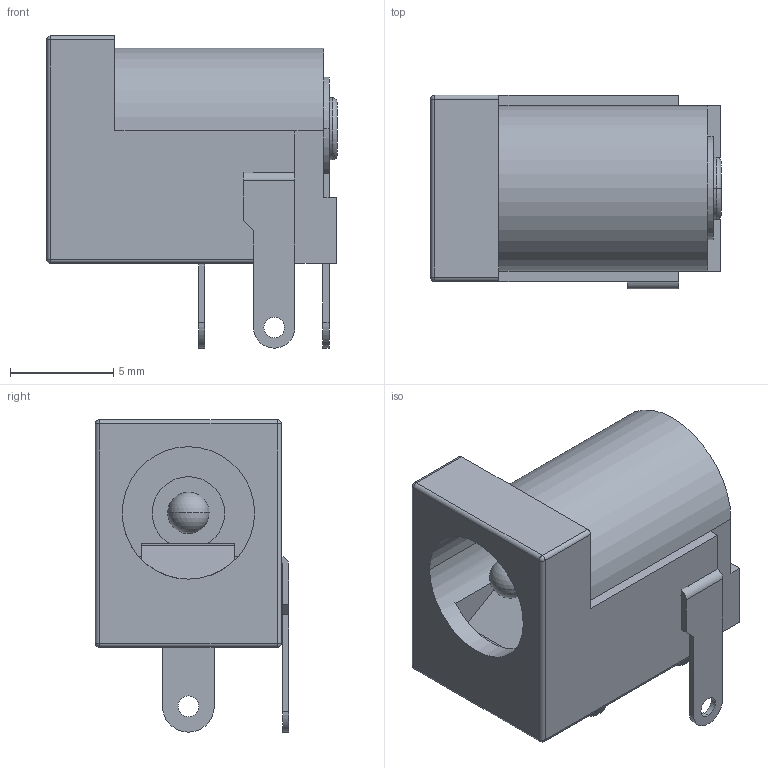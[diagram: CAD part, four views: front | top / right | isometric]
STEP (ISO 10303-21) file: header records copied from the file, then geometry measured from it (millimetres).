
FILE_DESCRIPTION (( 'STEP AP214' ), '1' );
FILE_NAME ('DC-IN-TH_DC-005-A200.STEP', '2024-09-05T01:53:36', ( '' ), ( '' ), 'SwSTEP 2.0', 'SolidWorks 2021', '' );
FILE_SCHEMA (( 'AUTOMOTIVE_DESIGN' ));
Length unit declared in the file: millimetre
Products named in the file (1): DC-IN-TH_DC-005-A200
Bounding box: 14.05 x 9.35 x 15.1 mm (x, y, z)
Volume: 659.3 mm3; surface area: 1472.7 mm2
Topology: 3 solids, 3 shells, 343 faces, 929 edges, 609 vertices
Faces by surface type: plane 190, bspline 98, cylinder 45, sphere 6, torus 4
Entity records: 15005 total; most frequent: CARTESIAN_POINT 3178, ORIENTED_EDGE 1842, DIRECTION 1313, EDGE_CURVE 921, VECTOR 621, LINE 621, VERTEX_POINT 607, EDGE_LOOP 372
